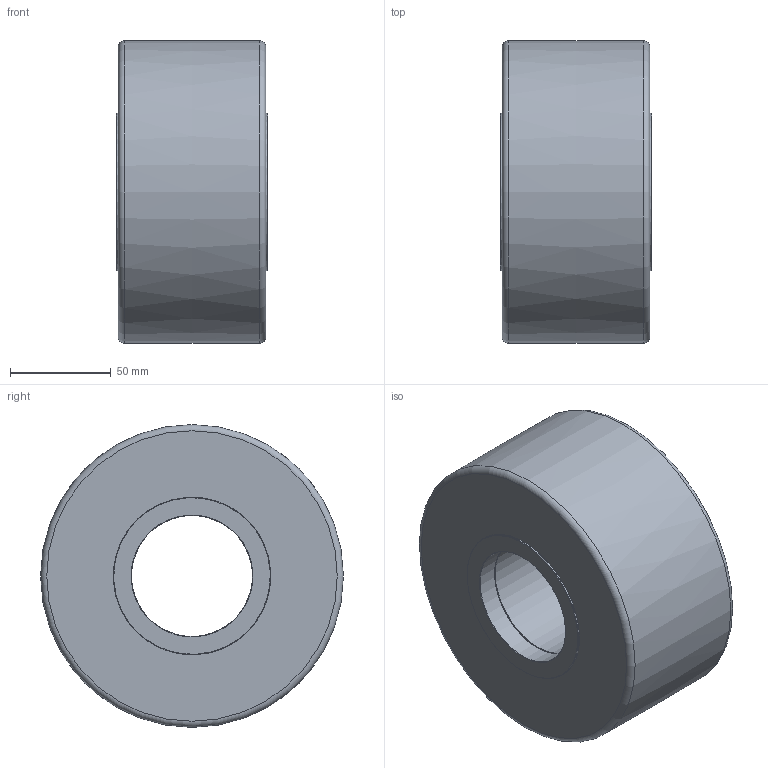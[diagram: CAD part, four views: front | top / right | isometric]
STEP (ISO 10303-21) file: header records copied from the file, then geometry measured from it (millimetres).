
FILE_DESCRIPTION(/* description */ ('-'),/* implementation_level */ '2;1');
FILE_NAME(/* name */ 'ALFATEC_SR060-150.stp',/* time_stamp */ '2022-07-07T15:01:33+02:00',/* author */ ('seider'),/* organization */ (''),/* preprocessor_version */ 'ST-DEVELOPER v18.1',/* originating_system */ 'Autodesk Inventor 2020',/* authorisation */ '');
FILE_SCHEMA (('AUTOMOTIVE_DESIGN { 1 0 10303 214 3 1 1 }'));
Length unit declared in the file: millimetre
Products named in the file (1): SR 060.150_Kontur
Bounding box: 75 x 150 x 149.99 mm (x, y, z)
Volume: 985855.3 mm3; surface area: 172787.1 mm2
Topology: 1 solids, 1 shells, 281 faces, 1058 edges, 658 vertices
Faces by surface type: torus 130, cylinder 116, plane 20, cone 14, bspline 1
Full cylindrical faces by diameter (mm): 2.5 x1, 60 x3, 72 x1, 78 x4, 84 x2, 92.25 x2, 97 x3
Entity records: 14321 total; most frequent: CARTESIAN_POINT 4038, ORIENTED_EDGE 2296, DIRECTION 2235, EDGE_CURVE 1148, AXIS2_PLACEMENT_3D 1002, CIRCLE 721, VERTEX_POINT 658, EDGE_LOOP 330
